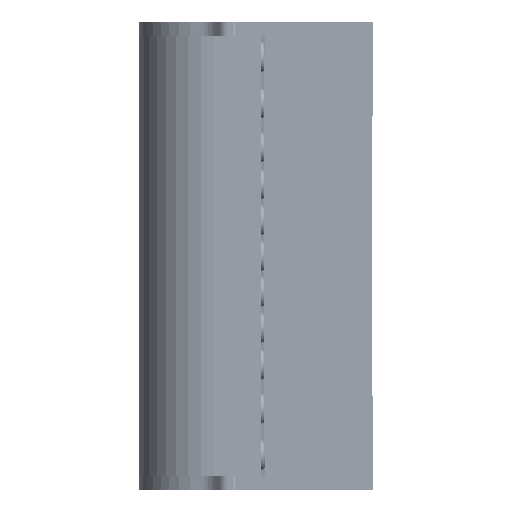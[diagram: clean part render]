
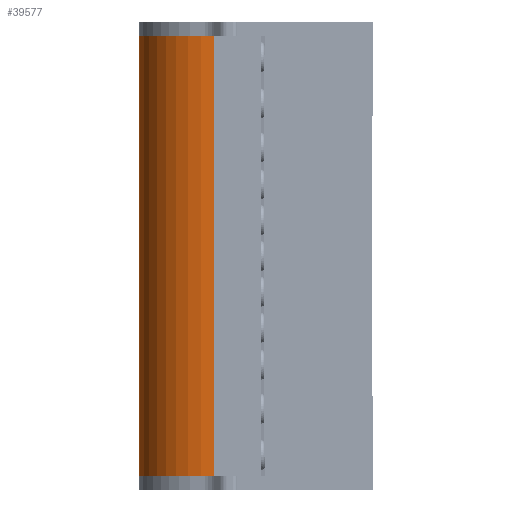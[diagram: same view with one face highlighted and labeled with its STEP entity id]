
A CAD part, left-side view. The second image highlights one B-rep face of the part: STEP entity #39577.
In plain terms, the highlighted cylindrical face has radius 16 mm (diameter 32 mm), a partial arc.
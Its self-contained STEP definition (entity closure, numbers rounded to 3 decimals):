
#1428=CYLINDRICAL_SURFACE('',#41984,16.);
#2199=FACE_OUTER_BOUND('',#4434,.T.);
#4434=EDGE_LOOP('',(#28793,#28794,#28795,#28796));
#6722=CIRCLE('',#41970,16.);
#6728=CIRCLE('',#41985,16.);
#8691=LINE('',#70797,#13088);
#8744=LINE('',#70920,#13141);
#13088=VECTOR('',#46826,94.);
#13141=VECTOR('',#46917,94.);
#17185=VERTEX_POINT('',#70795);
#17186=VERTEX_POINT('',#70796);
#17207=VERTEX_POINT('',#70840);
#17237=VERTEX_POINT('',#70918);
#21571=EDGE_CURVE('',#17185,#17186,#8691,.T.);
#21594=EDGE_CURVE('',#17186,#17207,#6722,.T.);
#21635=EDGE_CURVE('',#17207,#17237,#8744,.T.);
#21638=EDGE_CURVE('',#17185,#17237,#6728,.T.);
#28793=ORIENTED_EDGE('',*,*,#21635,.T.);
#28794=ORIENTED_EDGE('',*,*,#21638,.F.);
#28795=ORIENTED_EDGE('',*,*,#21571,.T.);
#28796=ORIENTED_EDGE('',*,*,#21594,.T.);
#39577=ADVANCED_FACE('',(#2199),#1428,.T.);
#41970=AXIS2_PLACEMENT_3D('',#70842,#46856,#46857);
#41984=AXIS2_PLACEMENT_3D('',#70925,#46922,#46923);
#41985=AXIS2_PLACEMENT_3D('',#70926,#46924,#46925);
#46826=DIRECTION('',(0.,0.,-1.));
#46856=DIRECTION('center_axis',(0.,0.,1.));
#46857=DIRECTION('ref_axis',(-1.,0.,0.));
#46917=DIRECTION('',(0.,0.,1.));
#46922=DIRECTION('center_axis',(0.,0.,1.));
#46923=DIRECTION('ref_axis',(0.,-1.,0.));
#46924=DIRECTION('center_axis',(0.,0.,1.));
#46925=DIRECTION('ref_axis',(0.,-1.,0.));
#70795=CARTESIAN_POINT('',(-21.575,-0.003,93.922));
#70796=CARTESIAN_POINT('',(-21.575,-0.003,-0.078));
#70797=CARTESIAN_POINT('',(-21.575,-0.003,-37.836));
#70840=CARTESIAN_POINT('',(-37.575,-16.003,-0.078));
#70842=CARTESIAN_POINT('Origin',(-21.575,-16.003,-0.078));
#70918=CARTESIAN_POINT('',(-37.575,-16.003,93.922));
#70920=CARTESIAN_POINT('',(-37.575,-16.003,-37.836));
#70925=CARTESIAN_POINT('Origin',(-21.575,-16.003,-37.836));
#70926=CARTESIAN_POINT('Origin',(-21.575,-16.003,93.922));
